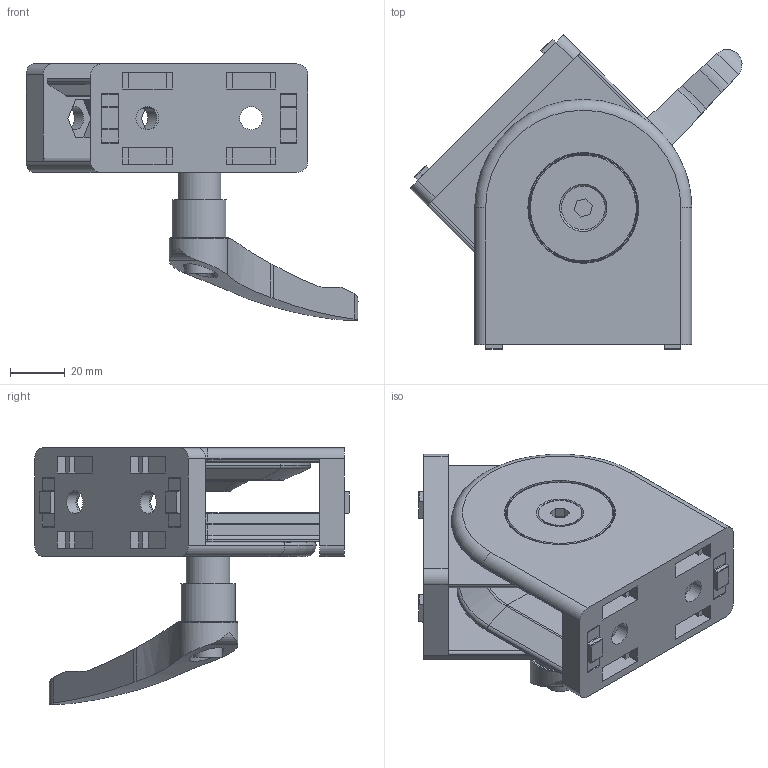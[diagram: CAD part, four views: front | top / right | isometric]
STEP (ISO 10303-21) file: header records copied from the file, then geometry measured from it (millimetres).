
FILE_DESCRIPTION( ( 'STEP AP203' ), '1' );
FILE_NAME( '093GF4080AN(-45).stp', '2021-11-22T12:33:04', ( 'License CC BY-ND 4.0' ), ( 'CADENAS' ), ' ', 'PARTsolutions', ' ' );
FILE_SCHEMA( ( 'CONFIG_CONTROL_DESIGN' ) );
Length unit declared in the file: millimetre
Products named in the file (7): 093GF4080AN(-45); _093GF4080AN_part_1; _093GF4080AN_part_2; _093GF4080AN_part_3; _093GF4080AN_part_6; _093GF4080AN_part_4; _093GF4080AN_part_5
Assembly tree (12 placements, depth 2):
  093GF4080AN(-45)
    _093GF4080AN_part_1  x2
    _093GF4080AN_part_2  x2
    _093GF4080AN_part_3  x2
    _093GF4080AN_part_6
    _093GF4080AN_part_4
    _093GF4080AN_part_5  x4
Bounding box: 121.67 x 115.3 x 93.87 mm (x, y, z)
Volume: 184841.9 mm3; surface area: 91727.3 mm2
Topology: 12 solids, 12 shells, 681 faces, 1722 edges, 1121 vertices
Faces by surface type: plane 366, cylinder 212, torus 58, cone 44, bspline 1
Full cylindrical faces by diameter (mm): 2 x4, 6.647 x2, 7 x1, 8 x2, 8.4 x4, 9 x2, 10.6 x2, 16 x2, 16.6 x1, 20 x3, 28 x2, 40 x2, 69.6 x2, 70 x2
Entity records: 10519 total; most frequent: CARTESIAN_POINT 2126, DIRECTION 1757, ORIENTED_EDGE 1592, EDGE_CURVE 796, AXIS2_PLACEMENT_3D 656, VERTEX_POINT 546, LINE 445, VECTOR 445
